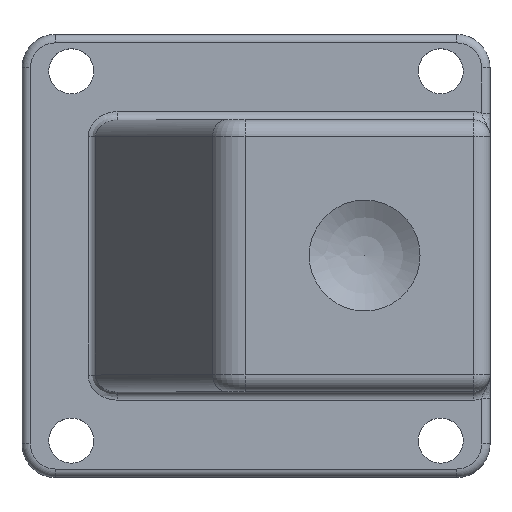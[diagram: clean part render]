
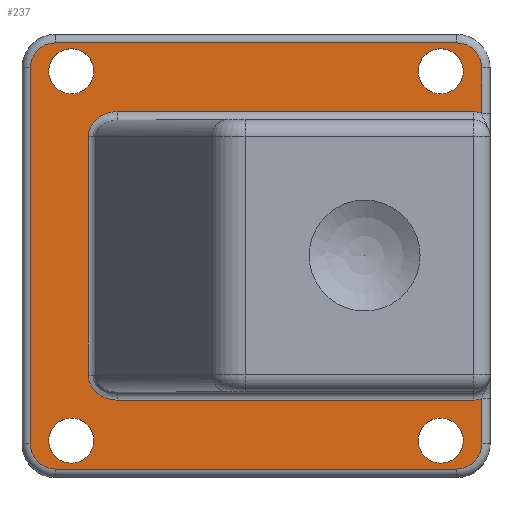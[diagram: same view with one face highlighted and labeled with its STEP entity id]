
A CAD part, top view. The second image highlights one B-rep face of the part: STEP entity #237.
In plain terms, the highlighted planar face has unit normal (0, 0, 1).
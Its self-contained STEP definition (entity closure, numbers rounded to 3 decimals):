
#220=ELLIPSE('',#1303,3.464,3.);
#221=ELLIPSE('',#1304,3.464,3.);
#237=ADVANCED_FACE('',(#492,#493,#494,#495,#496),#313,.T.);
#313=PLANE('',#1309);
#336=LINE('',#1864,#413);
#337=LINE('',#1868,#414);
#338=LINE('',#1872,#415);
#339=LINE('',#1876,#416);
#340=LINE('',#1880,#417);
#341=LINE('',#1884,#418);
#342=LINE('',#1888,#419);
#343=LINE('',#1892,#420);
#413=VECTOR('',#1476,1.);
#414=VECTOR('',#1479,1.);
#415=VECTOR('',#1482,1.);
#416=VECTOR('',#1485,1.);
#417=VECTOR('',#1488,1.);
#418=VECTOR('',#1491,1.);
#419=VECTOR('',#1494,1.);
#420=VECTOR('',#1497,1.);
#492=FACE_BOUND('',#536,.T.);
#493=FACE_BOUND('',#537,.T.);
#494=FACE_BOUND('',#538,.T.);
#495=FACE_BOUND('',#539,.T.);
#496=FACE_BOUND('',#540,.T.);
#536=EDGE_LOOP('',(#642));
#537=EDGE_LOOP('',(#643));
#538=EDGE_LOOP('',(#644));
#539=EDGE_LOOP('',(#645));
#540=EDGE_LOOP('',(#646,#647,#648,#649,#650,#651,#652,#653,#654,#655,#656,
#657,#658,#659,#660,#661));
#642=ORIENTED_EDGE('',*,*,#1072,.F.);
#643=ORIENTED_EDGE('',*,*,#1073,.F.);
#644=ORIENTED_EDGE('',*,*,#1074,.F.);
#645=ORIENTED_EDGE('',*,*,#1075,.F.);
#646=ORIENTED_EDGE('',*,*,#1076,.T.);
#647=ORIENTED_EDGE('',*,*,#1077,.T.);
#648=ORIENTED_EDGE('',*,*,#1078,.T.);
#649=ORIENTED_EDGE('',*,*,#1079,.T.);
#650=ORIENTED_EDGE('',*,*,#1080,.T.);
#651=ORIENTED_EDGE('',*,*,#1081,.T.);
#652=ORIENTED_EDGE('',*,*,#1082,.T.);
#653=ORIENTED_EDGE('',*,*,#1083,.T.);
#654=ORIENTED_EDGE('',*,*,#1084,.T.);
#655=ORIENTED_EDGE('',*,*,#1085,.T.);
#656=ORIENTED_EDGE('',*,*,#1086,.T.);
#657=ORIENTED_EDGE('',*,*,#1087,.T.);
#658=ORIENTED_EDGE('',*,*,#1088,.T.);
#659=ORIENTED_EDGE('',*,*,#1089,.T.);
#660=ORIENTED_EDGE('',*,*,#1090,.T.);
#661=ORIENTED_EDGE('',*,*,#1091,.T.);
#966=VERTEX_POINT('',#1854);
#967=VERTEX_POINT('',#1856);
#968=VERTEX_POINT('',#1858);
#969=VERTEX_POINT('',#1860);
#970=VERTEX_POINT('',#1862);
#971=VERTEX_POINT('',#1863);
#972=VERTEX_POINT('',#1865);
#973=VERTEX_POINT('',#1867);
#974=VERTEX_POINT('',#1869);
#975=VERTEX_POINT('',#1871);
#976=VERTEX_POINT('',#1873);
#977=VERTEX_POINT('',#1875);
#978=VERTEX_POINT('',#1877);
#979=VERTEX_POINT('',#1879);
#980=VERTEX_POINT('',#1881);
#981=VERTEX_POINT('',#1883);
#982=VERTEX_POINT('',#1885);
#983=VERTEX_POINT('',#1887);
#984=VERTEX_POINT('',#1889);
#985=VERTEX_POINT('',#1891);
#1072=EDGE_CURVE('',#966,#966,#1230,.T.);
#1073=EDGE_CURVE('',#967,#967,#1231,.T.);
#1074=EDGE_CURVE('',#968,#968,#1232,.T.);
#1075=EDGE_CURVE('',#969,#969,#1233,.T.);
#1076=EDGE_CURVE('',#970,#971,#1234,.T.);
#1077=EDGE_CURVE('',#971,#972,#336,.T.);
#1078=EDGE_CURVE('',#972,#973,#1235,.T.);
#1079=EDGE_CURVE('',#973,#974,#337,.T.);
#1080=EDGE_CURVE('',#974,#975,#220,.T.);
#1081=EDGE_CURVE('',#975,#976,#338,.T.);
#1082=EDGE_CURVE('',#976,#977,#221,.T.);
#1083=EDGE_CURVE('',#977,#978,#339,.T.);
#1084=EDGE_CURVE('',#978,#979,#1236,.T.);
#1085=EDGE_CURVE('',#979,#980,#340,.T.);
#1086=EDGE_CURVE('',#980,#981,#1237,.T.);
#1087=EDGE_CURVE('',#981,#982,#341,.T.);
#1088=EDGE_CURVE('',#982,#983,#1238,.T.);
#1089=EDGE_CURVE('',#983,#984,#342,.T.);
#1090=EDGE_CURVE('',#984,#985,#1239,.T.);
#1091=EDGE_CURVE('',#985,#970,#343,.T.);
#1230=CIRCLE('',#1297,2.7);
#1231=CIRCLE('',#1298,2.7);
#1232=CIRCLE('',#1299,2.7);
#1233=CIRCLE('',#1300,2.7);
#1234=CIRCLE('',#1301,3.);
#1235=CIRCLE('',#1302,3.);
#1236=CIRCLE('',#1305,3.);
#1237=CIRCLE('',#1306,3.);
#1238=CIRCLE('',#1307,3.);
#1239=CIRCLE('',#1308,3.);
#1297=AXIS2_PLACEMENT_3D('',#1853,#1466,#1467);
#1298=AXIS2_PLACEMENT_3D('',#1855,#1468,#1469);
#1299=AXIS2_PLACEMENT_3D('',#1857,#1470,#1471);
#1300=AXIS2_PLACEMENT_3D('',#1859,#1472,#1473);
#1301=AXIS2_PLACEMENT_3D('',#1861,#1474,#1475);
#1302=AXIS2_PLACEMENT_3D('',#1866,#1477,#1478);
#1303=AXIS2_PLACEMENT_3D('',#1870,#1480,#1481);
#1304=AXIS2_PLACEMENT_3D('',#1874,#1483,#1484);
#1305=AXIS2_PLACEMENT_3D('',#1878,#1486,#1487);
#1306=AXIS2_PLACEMENT_3D('',#1882,#1489,#1490);
#1307=AXIS2_PLACEMENT_3D('',#1886,#1492,#1493);
#1308=AXIS2_PLACEMENT_3D('',#1890,#1495,#1496);
#1309=AXIS2_PLACEMENT_3D('',#1893,#1498,#1499);
#1466=DIRECTION('',(0.,0.,1.));
#1467=DIRECTION('',(1.,0.,0.));
#1468=DIRECTION('',(0.,0.,1.));
#1469=DIRECTION('',(1.,0.,0.));
#1470=DIRECTION('',(0.,0.,1.));
#1471=DIRECTION('',(1.,0.,0.));
#1472=DIRECTION('',(0.,0.,1.));
#1473=DIRECTION('',(1.,0.,0.));
#1474=DIRECTION('',(0.,0.,1.));
#1475=DIRECTION('',(1.,0.,0.));
#1476=DIRECTION('',(0.,1.,0.));
#1477=DIRECTION('',(0.,0.,-1.));
#1478=DIRECTION('',(1.,0.,0.));
#1479=DIRECTION('',(-1.,0.,0.));
#1480=DIRECTION('',(0.,0.,-1.));
#1481=DIRECTION('',(1.,0.,0.));
#1482=DIRECTION('',(0.,1.,0.));
#1483=DIRECTION('',(0.,0.,-1.));
#1484=DIRECTION('',(-1.,0.,0.));
#1485=DIRECTION('',(1.,0.,0.));
#1486=DIRECTION('',(0.,0.,-1.));
#1487=DIRECTION('',(1.,0.,0.));
#1488=DIRECTION('',(0.,1.,0.));
#1489=DIRECTION('',(0.,0.,1.));
#1490=DIRECTION('',(1.,0.,0.));
#1491=DIRECTION('',(-1.,0.,0.));
#1492=DIRECTION('',(0.,0.,1.));
#1493=DIRECTION('',(1.,0.,0.));
#1494=DIRECTION('',(0.,-1.,0.));
#1495=DIRECTION('',(0.,0.,1.));
#1496=DIRECTION('',(1.,0.,0.));
#1497=DIRECTION('',(1.,0.,0.));
#1498=DIRECTION('',(0.,0.,1.));
#1499=DIRECTION('',(1.,0.,0.));
#1853=CARTESIAN_POINT('',(5.9,4.4,8.));
#1854=CARTESIAN_POINT('',(8.6,4.4,8.));
#1855=CARTESIAN_POINT('',(5.9,48.6,8.));
#1856=CARTESIAN_POINT('',(8.6,48.6,8.));
#1857=CARTESIAN_POINT('',(50.1,48.6,8.));
#1858=CARTESIAN_POINT('',(52.8,48.6,8.));
#1859=CARTESIAN_POINT('',(50.1,4.4,8.));
#1860=CARTESIAN_POINT('',(52.8,4.4,8.));
#1861=CARTESIAN_POINT('',(52.,4.,8.));
#1862=CARTESIAN_POINT('',(52.,1.,8.));
#1863=CARTESIAN_POINT('',(55.,4.,8.));
#1864=CARTESIAN_POINT('',(55.,26.5,8.));
#1865=CARTESIAN_POINT('',(55.,9.422,8.));
#1866=CARTESIAN_POINT('',(54.,12.25,8.));
#1867=CARTESIAN_POINT('',(54.,9.25,8.));
#1868=CARTESIAN_POINT('',(10.809,9.25,8.));
#1869=CARTESIAN_POINT('',(11.387,9.25,8.));
#1870=CARTESIAN_POINT('',(11.387,12.25,8.));
#1871=CARTESIAN_POINT('',(7.923,12.25,8.));
#1872=CARTESIAN_POINT('',(7.923,40.75,8.));
#1873=CARTESIAN_POINT('',(7.923,40.75,8.));
#1874=CARTESIAN_POINT('',(11.387,40.75,8.));
#1875=CARTESIAN_POINT('',(11.387,43.75,8.));
#1876=CARTESIAN_POINT('',(54.,43.75,8.));
#1877=CARTESIAN_POINT('',(54.,43.75,8.));
#1878=CARTESIAN_POINT('',(54.,40.75,8.));
#1879=CARTESIAN_POINT('',(55.,43.578,8.));
#1880=CARTESIAN_POINT('',(55.,26.5,8.));
#1881=CARTESIAN_POINT('',(55.,49.,8.));
#1882=CARTESIAN_POINT('',(52.,49.,8.));
#1883=CARTESIAN_POINT('',(52.,52.,8.));
#1884=CARTESIAN_POINT('',(28.,52.,8.));
#1885=CARTESIAN_POINT('',(4.,52.,8.));
#1886=CARTESIAN_POINT('',(4.,49.,8.));
#1887=CARTESIAN_POINT('',(1.,49.,8.));
#1888=CARTESIAN_POINT('',(1.,26.5,8.));
#1889=CARTESIAN_POINT('',(1.,4.,8.));
#1890=CARTESIAN_POINT('',(4.,4.,8.));
#1891=CARTESIAN_POINT('',(4.,1.,8.));
#1892=CARTESIAN_POINT('',(28.,1.,8.));
#1893=CARTESIAN_POINT('',(28.,26.5,8.));
